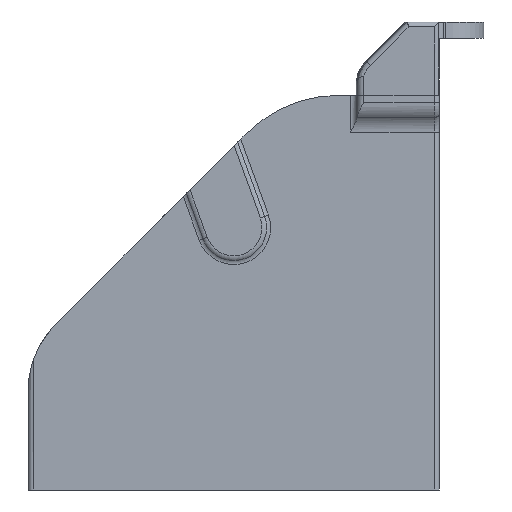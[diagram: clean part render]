
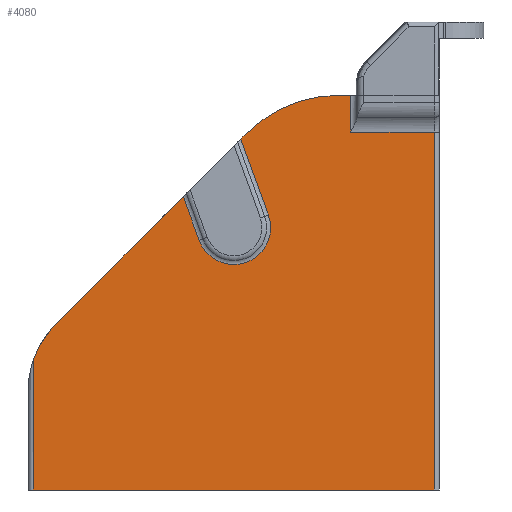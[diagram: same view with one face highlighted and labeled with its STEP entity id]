
A CAD part, front view. The second image highlights one B-rep face of the part: STEP entity #4080.
In plain terms, the highlighted planar face has unit normal (0, -1, 0).
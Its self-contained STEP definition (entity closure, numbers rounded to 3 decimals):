
#230=PLANE('',#4443);
#366=FACE_OUTER_BOUND('',#598,.T.);
#598=EDGE_LOOP('',(#3069,#3070,#3071,#3072,#3073,#3074,#3075,#3076,#3077,
#3078,#3079,#3080,#3081));
#848=LINE('',#6393,#1176);
#886=LINE('',#6552,#1214);
#887=LINE('',#6564,#1215);
#891=LINE('',#6580,#1219);
#892=LINE('',#6581,#1220);
#893=LINE('',#6585,#1221);
#894=LINE('',#6587,#1222);
#895=LINE('',#6591,#1223);
#896=LINE('',#6592,#1224);
#897=LINE('',#6593,#1225);
#1176=VECTOR('',#5065,10.);
#1214=VECTOR('',#5183,10.);
#1215=VECTOR('',#5198,10.);
#1219=VECTOR('',#5208,10.);
#1220=VECTOR('',#5209,10.);
#1221=VECTOR('',#5212,10.);
#1222=VECTOR('',#5213,4.);
#1223=VECTOR('',#5216,4.);
#1224=VECTOR('',#5217,10.);
#1225=VECTOR('',#5218,10.);
#1495=CIRCLE('',#4442,57.);
#1496=CIRCLE('',#4444,80.);
#1497=CIRCLE('',#4445,22.409);
#1717=VERTEX_POINT('',#6390);
#1718=VERTEX_POINT('',#6392);
#1762=VERTEX_POINT('',#6548);
#1763=VERTEX_POINT('',#6550);
#1766=VERTEX_POINT('',#6561);
#1767=VERTEX_POINT('',#6563);
#1769=VERTEX_POINT('',#6574);
#1770=VERTEX_POINT('',#6579);
#1771=VERTEX_POINT('',#6582);
#1772=VERTEX_POINT('',#6584);
#1773=VERTEX_POINT('',#6586);
#1774=VERTEX_POINT('',#6588);
#1775=VERTEX_POINT('',#6590);
#2178=EDGE_CURVE('',#1718,#1717,#848,.T.);
#2245=EDGE_CURVE('',#1763,#1762,#886,.T.);
#2250=EDGE_CURVE('',#1766,#1767,#887,.T.);
#2253=EDGE_CURVE('',#1767,#1769,#1495,.T.);
#2256=EDGE_CURVE('',#1770,#1763,#891,.T.);
#2257=EDGE_CURVE('',#1718,#1770,#892,.T.);
#2258=EDGE_CURVE('',#1771,#1717,#1496,.T.);
#2259=EDGE_CURVE('',#1771,#1772,#893,.T.);
#2260=EDGE_CURVE('',#1773,#1772,#894,.T.);
#2261=EDGE_CURVE('',#1774,#1773,#1497,.T.);
#2262=EDGE_CURVE('',#1775,#1774,#895,.T.);
#2263=EDGE_CURVE('',#1775,#1769,#896,.T.);
#2264=EDGE_CURVE('',#1766,#1762,#897,.T.);
#3069=ORIENTED_EDGE('',*,*,#2245,.F.);
#3070=ORIENTED_EDGE('',*,*,#2256,.F.);
#3071=ORIENTED_EDGE('',*,*,#2257,.F.);
#3072=ORIENTED_EDGE('',*,*,#2178,.T.);
#3073=ORIENTED_EDGE('',*,*,#2258,.F.);
#3074=ORIENTED_EDGE('',*,*,#2259,.T.);
#3075=ORIENTED_EDGE('',*,*,#2260,.F.);
#3076=ORIENTED_EDGE('',*,*,#2261,.F.);
#3077=ORIENTED_EDGE('',*,*,#2262,.F.);
#3078=ORIENTED_EDGE('',*,*,#2263,.T.);
#3079=ORIENTED_EDGE('',*,*,#2253,.F.);
#3080=ORIENTED_EDGE('',*,*,#2250,.F.);
#3081=ORIENTED_EDGE('',*,*,#2264,.T.);
#4080=ADVANCED_FACE('',(#366),#230,.F.);
#4442=AXIS2_PLACEMENT_3D('',#6575,#5202,#5203);
#4443=AXIS2_PLACEMENT_3D('',#6578,#5206,#5207);
#4444=AXIS2_PLACEMENT_3D('',#6583,#5210,#5211);
#4445=AXIS2_PLACEMENT_3D('',#6589,#5214,#5215);
#5065=DIRECTION('',(-1.,0.,0.));
#5183=DIRECTION('',(0.,0.,-1.));
#5198=DIRECTION('',(0.,0.,1.));
#5202=DIRECTION('center_axis',(0.,1.,0.));
#5203=DIRECTION('ref_axis',(-0.924,0.,0.383));
#5206=DIRECTION('center_axis',(0.,1.,0.));
#5207=DIRECTION('ref_axis',(1.,0.,0.));
#5208=DIRECTION('',(1.,0.,0.));
#5209=DIRECTION('',(0.,0.,-1.));
#5210=DIRECTION('center_axis',(0.,1.,0.));
#5211=DIRECTION('ref_axis',(-0.383,0.,0.924));
#5212=DIRECTION('',(-0.707,0.,-0.707));
#5213=DIRECTION('',(-0.342,0.,0.94));
#5214=DIRECTION('center_axis',(0.,-1.,0.));
#5215=DIRECTION('ref_axis',(-0.94,0.,-0.342));
#5216=DIRECTION('',(0.342,0.,-0.94));
#5217=DIRECTION('',(-0.707,0.,-0.707));
#5218=DIRECTION('',(1.,0.,0.));
#6390=CARTESIAN_POINT('',(64.137,-9.,80.5));
#6392=CARTESIAN_POINT('',(71.,-9.,80.5));
#6393=CARTESIAN_POINT('',(125.,-9.,80.5));
#6548=CARTESIAN_POINT('',(122.,-9.,-159.5));
#6550=CARTESIAN_POINT('',(122.,-9.,58.115));
#6552=CARTESIAN_POINT('',(122.,-9.,-99.5));
#6561=CARTESIAN_POINT('',(-122.,-9.,-159.5));
#6563=CARTESIAN_POINT('',(-122.,-9.,-80.862));
#6564=CARTESIAN_POINT('',(-122.,-9.,-57.5));
#6574=CARTESIAN_POINT('',(-108.305,-9.,-58.805));
#6575=CARTESIAN_POINT('Origin',(-68.,-9.,-99.11));
#6578=CARTESIAN_POINT('Origin',(0.,-9.,-39.5));
#6579=CARTESIAN_POINT('',(71.,-9.,58.115));
#6580=CARTESIAN_POINT('',(18.75,-9.,58.115));
#6581=CARTESIAN_POINT('',(71.,-9.,20.5));
#6582=CARTESIAN_POINT('',(7.569,-9.,57.069));
#6583=CARTESIAN_POINT('Origin',(64.137,-9.,0.5));
#6584=CARTESIAN_POINT('',(4.275,-9.,53.775));
#6585=CARTESIAN_POINT('',(-125.,-9.,-75.5));
#6586=CARTESIAN_POINT('',(21.058,-9.,7.664));
#6587=CARTESIAN_POINT('',(21.382,-9.,6.773));
#6588=CARTESIAN_POINT('',(-21.058,-9.,-7.664));
#6589=CARTESIAN_POINT('Origin',(0.,-9.,0.));
#6590=CARTESIAN_POINT('',(-30.693,-9.,18.807));
#6591=CARTESIAN_POINT('',(-23.286,-9.,-1.542));
#6592=CARTESIAN_POINT('',(-125.,-9.,-75.5));
#6593=CARTESIAN_POINT('',(125.,-9.,-159.5));
